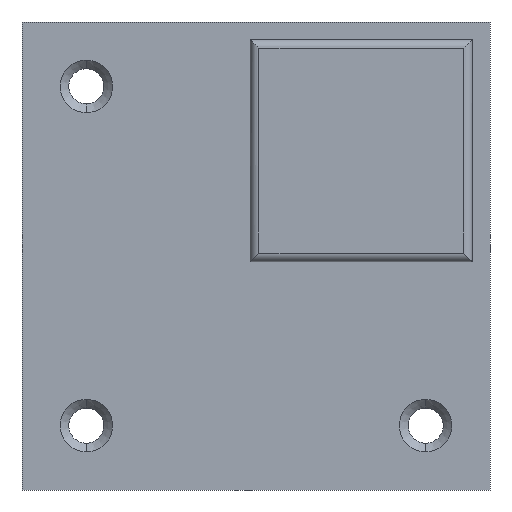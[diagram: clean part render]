
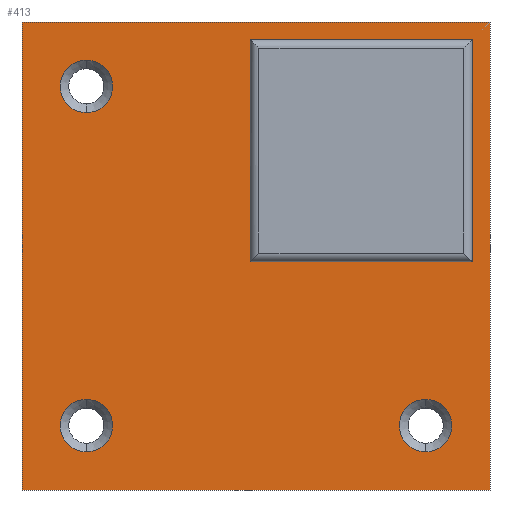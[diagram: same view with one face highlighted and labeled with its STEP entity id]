
A CAD part, front view. The second image highlights one B-rep face of the part: STEP entity #413.
In plain terms, the highlighted planar face has unit normal (0, -1, 0).
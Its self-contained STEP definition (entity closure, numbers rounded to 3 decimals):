
#5 = AXIS2_PLACEMENT_3D ( 'NONE', #748, #661, #971 ) ;
#11 = VERTEX_POINT ( 'NONE', #581 ) ;
#17 = EDGE_CURVE ( 'NONE', #575, #124, #889, .T. ) ;
#18 = AXIS2_PLACEMENT_3D ( 'NONE', #940, #229, #254 ) ;
#19 = ORIENTED_EDGE ( 'NONE', *, *, #516, .T. ) ;
#26 = CARTESIAN_POINT ( 'NONE',  ( 37., -8., -1. ) ) ;
#30 = CARTESIAN_POINT ( 'NONE',  ( -29., -8., -29. ) ) ;
#35 = CARTESIAN_POINT ( 'NONE',  ( 0., -8., 0. ) ) ;
#40 = EDGE_CURVE ( 'NONE', #11, #881, #929, .T. ) ;
#45 = CIRCLE ( 'NONE', #5, 4.5 ) ;
#46 = VERTEX_POINT ( 'NONE', #490 ) ;
#70 = CARTESIAN_POINT ( 'NONE',  ( -29., -8., 24.5 ) ) ;
#92 = CARTESIAN_POINT ( 'NONE',  ( 29., -8., -29. ) ) ;
#96 = LINE ( 'NONE', #709, #128 ) ;
#105 = DIRECTION ( 'NONE',  ( 0., 0., 1. ) ) ;
#107 = FACE_OUTER_BOUND ( 'NONE', #801, .T. ) ;
#113 = DIRECTION ( 'NONE',  ( 0., 1., 0. ) ) ;
#117 = ORIENTED_EDGE ( 'NONE', *, *, #660, .F. ) ;
#121 = ORIENTED_EDGE ( 'NONE', *, *, #421, .F. ) ;
#124 = VERTEX_POINT ( 'NONE', #155 ) ;
#128 = VECTOR ( 'NONE', #241, 1000. ) ;
#134 = CARTESIAN_POINT ( 'NONE',  ( -29., -8., -33.5 ) ) ;
#136 = CARTESIAN_POINT ( 'NONE',  ( 40., -8., -40. ) ) ;
#137 = VERTEX_POINT ( 'NONE', #466 ) ;
#141 = DIRECTION ( 'NONE',  ( 0., 0., 1. ) ) ;
#147 = CARTESIAN_POINT ( 'NONE',  ( -1., -8., -1. ) ) ;
#153 = DIRECTION ( 'NONE',  ( 0., 0., -1. ) ) ;
#155 = CARTESIAN_POINT ( 'NONE',  ( 40., -8., 40. ) ) ;
#171 = AXIS2_PLACEMENT_3D ( 'NONE', #211, #734, #141 ) ;
#181 = FACE_BOUND ( 'NONE', #543, .T. ) ;
#188 = DIRECTION ( 'NONE',  ( 1., 0., 0. ) ) ;
#206 = VECTOR ( 'NONE', #519, 1000. ) ;
#210 = VECTOR ( 'NONE', #864, 1000. ) ;
#211 = CARTESIAN_POINT ( 'NONE',  ( -29., -8., -29. ) ) ;
#217 = ORIENTED_EDGE ( 'NONE', *, *, #300, .F. ) ;
#228 = VERTEX_POINT ( 'NONE', #750 ) ;
#229 = DIRECTION ( 'NONE',  ( 0., 1., 0. ) ) ;
#234 = EDGE_LOOP ( 'NONE', ( #503, #928 ) ) ;
#238 = VERTEX_POINT ( 'NONE', #675 ) ;
#241 = DIRECTION ( 'NONE',  ( 0., 0., 1. ) ) ;
#242 = CARTESIAN_POINT ( 'NONE',  ( -40., -8., -40. ) ) ;
#254 = DIRECTION ( 'NONE',  ( 0., 0., 1. ) ) ;
#260 = AXIS2_PLACEMENT_3D ( 'NONE', #35, #113, #645 ) ;
#275 = DIRECTION ( 'NONE',  ( 0., 0., 1. ) ) ;
#300 = EDGE_CURVE ( 'NONE', #124, #458, #496, .T. ) ;
#315 = VECTOR ( 'NONE', #737, 1000. ) ;
#338 = ORIENTED_EDGE ( 'NONE', *, *, #920, .F. ) ;
#363 = CARTESIAN_POINT ( 'NONE',  ( 37., -8., 37. ) ) ;
#391 = EDGE_CURVE ( 'NONE', #890, #228, #510, .T. ) ;
#392 = VECTOR ( 'NONE', #188, 1000. ) ;
#409 = PLANE ( 'NONE',  #260 ) ;
#413 = ADVANCED_FACE ( 'NONE', ( #181, #489, #797, #107, #720 ), #409, .F. ) ;
#421 = EDGE_CURVE ( 'NONE', #458, #46, #875, .T. ) ;
#427 = VERTEX_POINT ( 'NONE', #524 ) ;
#431 = VECTOR ( 'NONE', #840, 1000. ) ;
#446 = ORIENTED_EDGE ( 'NONE', *, *, #391, .T. ) ;
#454 = EDGE_CURVE ( 'NONE', #427, #137, #45, .T. ) ;
#458 = VERTEX_POINT ( 'NONE', #136 ) ;
#466 = CARTESIAN_POINT ( 'NONE',  ( 29., -8., -24.5 ) ) ;
#468 = AXIS2_PLACEMENT_3D ( 'NONE', #92, #858, #701 ) ;
#489 = FACE_BOUND ( 'NONE', #738, .T. ) ;
#490 = CARTESIAN_POINT ( 'NONE',  ( -40., -8., -40. ) ) ;
#496 = LINE ( 'NONE', #729, #315 ) ;
#503 = ORIENTED_EDGE ( 'NONE', *, *, #741, .T. ) ;
#510 = CIRCLE ( 'NONE', #938, 4.5 ) ;
#516 = EDGE_CURVE ( 'NONE', #228, #890, #609, .T. ) ;
#517 = VECTOR ( 'NONE', #105, 1000. ) ;
#519 = DIRECTION ( 'NONE',  ( -1., 0., 0. ) ) ;
#524 = CARTESIAN_POINT ( 'NONE',  ( 29., -8., -33.5 ) ) ;
#527 = VERTEX_POINT ( 'NONE', #966 ) ;
#543 = EDGE_LOOP ( 'NONE', ( #567, #772 ) ) ;
#567 = ORIENTED_EDGE ( 'NONE', *, *, #454, .T. ) ;
#575 = VERTEX_POINT ( 'NONE', #914 ) ;
#581 = CARTESIAN_POINT ( 'NONE',  ( -29., -8., 33.5 ) ) ;
#582 = VERTEX_POINT ( 'NONE', #851 ) ;
#591 = ORIENTED_EDGE ( 'NONE', *, *, #842, .F. ) ;
#609 = CIRCLE ( 'NONE', #171, 4.5 ) ;
#628 = LINE ( 'NONE', #242, #517 ) ;
#629 = EDGE_CURVE ( 'NONE', #582, #946, #921, .T. ) ;
#645 = DIRECTION ( 'NONE',  ( 0., 0., 1. ) ) ;
#648 = CARTESIAN_POINT ( 'NONE',  ( -40., -8., -40. ) ) ;
#660 = EDGE_CURVE ( 'NONE', #527, #238, #96, .T. ) ;
#661 = DIRECTION ( 'NONE',  ( 0., 1., 0. ) ) ;
#675 = CARTESIAN_POINT ( 'NONE',  ( 37., -8., 37. ) ) ;
#693 = EDGE_CURVE ( 'NONE', #137, #427, #735, .T. ) ;
#701 = DIRECTION ( 'NONE',  ( 0., 0., 1. ) ) ;
#709 = CARTESIAN_POINT ( 'NONE',  ( 37., -8., 37. ) ) ;
#710 = LINE ( 'NONE', #26, #210 ) ;
#720 = FACE_BOUND ( 'NONE', #739, .T. ) ;
#722 = DIRECTION ( 'NONE',  ( 0., 1., 0. ) ) ;
#729 = CARTESIAN_POINT ( 'NONE',  ( 40., -8., -40. ) ) ;
#734 = DIRECTION ( 'NONE',  ( 0., 1., 0. ) ) ;
#735 = CIRCLE ( 'NONE', #468, 4.5 ) ;
#737 = DIRECTION ( 'NONE',  ( 0., 0., -1. ) ) ;
#738 = EDGE_LOOP ( 'NONE', ( #446, #19 ) ) ;
#739 = EDGE_LOOP ( 'NONE', ( #117, #591, #898, #338 ) ) ;
#741 = EDGE_CURVE ( 'NONE', #881, #11, #863, .T. ) ;
#748 = CARTESIAN_POINT ( 'NONE',  ( 29., -8., -29. ) ) ;
#750 = CARTESIAN_POINT ( 'NONE',  ( -29., -8., -24.5 ) ) ;
#772 = ORIENTED_EDGE ( 'NONE', *, *, #693, .T. ) ;
#797 = FACE_BOUND ( 'NONE', #234, .T. ) ;
#801 = EDGE_LOOP ( 'NONE', ( #217, #813, #808, #121 ) ) ;
#804 = EDGE_CURVE ( 'NONE', #46, #575, #628, .T. ) ;
#808 = ORIENTED_EDGE ( 'NONE', *, *, #804, .F. ) ;
#813 = ORIENTED_EDGE ( 'NONE', *, *, #17, .F. ) ;
#814 = LINE ( 'NONE', #363, #431 ) ;
#816 = VECTOR ( 'NONE', #153, 1000. ) ;
#840 = DIRECTION ( 'NONE',  ( -1., 0., 0. ) ) ;
#841 = CARTESIAN_POINT ( 'NONE',  ( -1., -8., 37. ) ) ;
#842 = EDGE_CURVE ( 'NONE', #946, #527, #710, .T. ) ;
#851 = CARTESIAN_POINT ( 'NONE',  ( -1., -8., 37. ) ) ;
#858 = DIRECTION ( 'NONE',  ( 0., 1., 0. ) ) ;
#863 = CIRCLE ( 'NONE', #916, 4.5 ) ;
#864 = DIRECTION ( 'NONE',  ( 1., 0., 0. ) ) ;
#872 = DIRECTION ( 'NONE',  ( 0., 0., 1. ) ) ;
#875 = LINE ( 'NONE', #648, #206 ) ;
#877 = CARTESIAN_POINT ( 'NONE',  ( -40., -8., 40. ) ) ;
#881 = VERTEX_POINT ( 'NONE', #70 ) ;
#889 = LINE ( 'NONE', #877, #392 ) ;
#890 = VERTEX_POINT ( 'NONE', #134 ) ;
#898 = ORIENTED_EDGE ( 'NONE', *, *, #629, .F. ) ;
#914 = CARTESIAN_POINT ( 'NONE',  ( -40., -8., 40. ) ) ;
#916 = AXIS2_PLACEMENT_3D ( 'NONE', #945, #722, #872 ) ;
#920 = EDGE_CURVE ( 'NONE', #238, #582, #814, .T. ) ;
#921 = LINE ( 'NONE', #841, #816 ) ;
#928 = ORIENTED_EDGE ( 'NONE', *, *, #40, .T. ) ;
#929 = CIRCLE ( 'NONE', #18, 4.5 ) ;
#938 = AXIS2_PLACEMENT_3D ( 'NONE', #30, #962, #275 ) ;
#940 = CARTESIAN_POINT ( 'NONE',  ( -29., -8., 29. ) ) ;
#945 = CARTESIAN_POINT ( 'NONE',  ( -29., -8., 29. ) ) ;
#946 = VERTEX_POINT ( 'NONE', #147 ) ;
#962 = DIRECTION ( 'NONE',  ( 0., 1., 0. ) ) ;
#966 = CARTESIAN_POINT ( 'NONE',  ( 37., -8., -1. ) ) ;
#971 = DIRECTION ( 'NONE',  ( 0., 0., 1. ) ) ;
